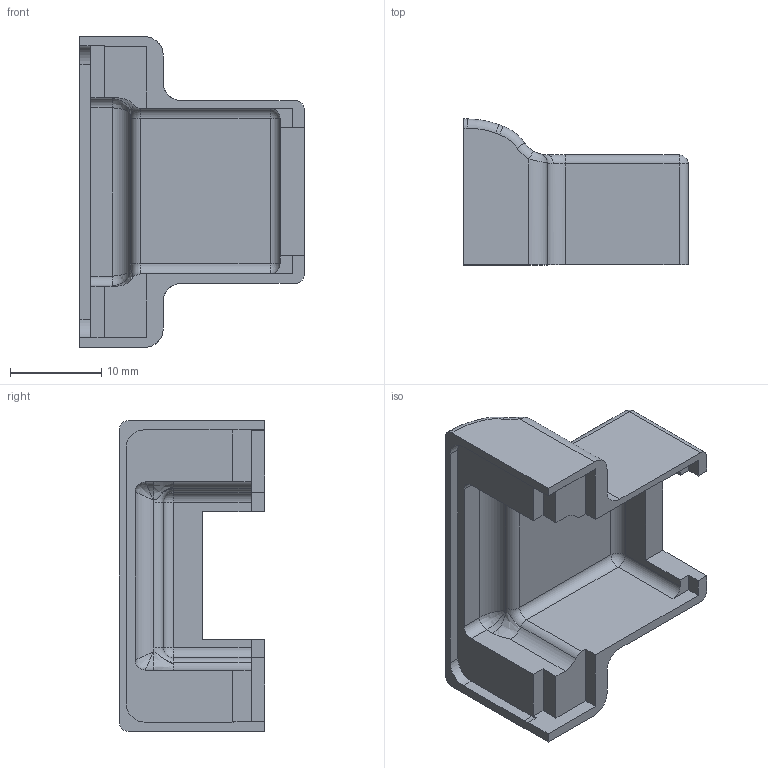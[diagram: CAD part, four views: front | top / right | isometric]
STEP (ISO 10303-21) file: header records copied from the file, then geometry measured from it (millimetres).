
FILE_DESCRIPTION (( 'STEP AP214' ), '1' );
FILE_NAME ('WeeMouseCompactHouse.STEP', '2025-04-25T00:57:58', ( '' ), ( '' ), 'SwSTEP 2.0', 'SolidWorks 2025', '' );
FILE_SCHEMA (( 'AUTOMOTIVE_DESIGN' ));
Length unit declared in the file: millimetre
Products named in the file (1): WeeMouseCompactHouse
Bounding box: 24.58 x 15.94 x 34 mm (x, y, z)
Volume: 2663.7 mm3; surface area: 3063.2 mm2
Topology: 1 solids, 1 shells, 103 faces, 263 edges, 156 vertices
Faces by surface type: plane 44, cylinder 37, torus 10, bspline 8, sphere 4
Entity records: 3490 total; most frequent: CARTESIAN_POINT 1046, ORIENTED_EDGE 514, DIRECTION 503, EDGE_CURVE 257, AXIS2_PLACEMENT_3D 173, LINE 157, VECTOR 157, VERTEX_POINT 156
